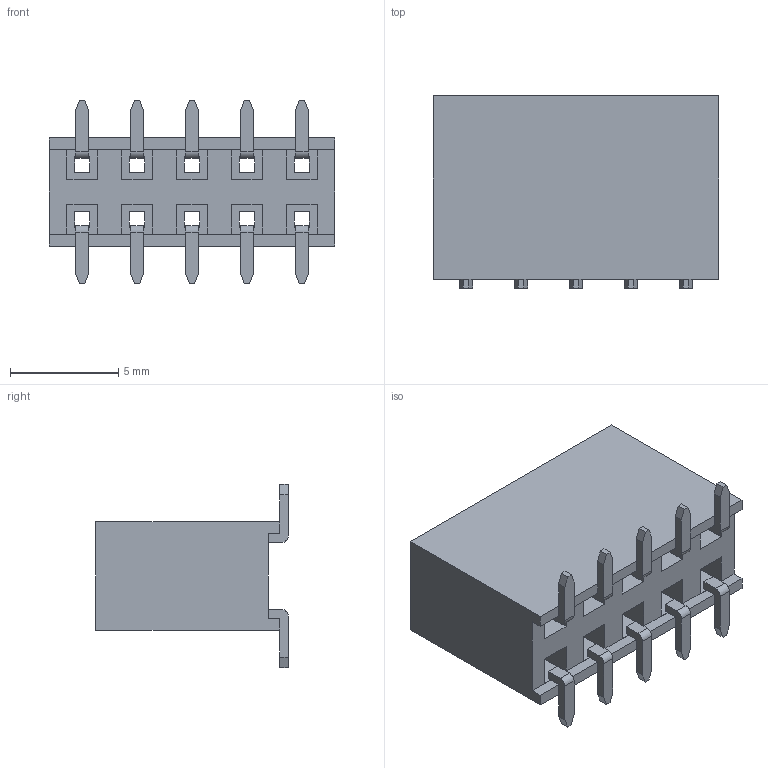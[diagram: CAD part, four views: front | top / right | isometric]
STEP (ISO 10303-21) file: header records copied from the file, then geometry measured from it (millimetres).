
FILE_DESCRIPTION(/* description */ ('STEP AP214'),/* implementation_level */ '2;1');
FILE_NAME(/* name */ 'BG210-10-A-N-C',/* time_stamp */ '2024-01-01T18:05:38+01:00',/* author */ ('License CC BY-ND 4.0'),/* organization */ ('CADENAS'),/* preprocessor_version */ 'ST-DEVELOPER v19.3',/* originating_system */ 'PARTsolutions',/* authorisation */ ' ');
FILE_SCHEMA (('AUTOMOTIVE_DESIGN {1 0 10303 214 3 1 1}'));
Length unit declared in the file: millimetre
Products named in the file (3): BG210-10-A-N-C; BG210-10-A-N-C_P; BG210-10-A-N-C_H
Assembly tree (11 placements, depth 2):
  BG210-10-A-N-C
    BG210-10-A-N-C_P  x10
    BG210-10-A-N-C_H
Bounding box: 13.2 x 8.9 x 8.5 mm (x, y, z)
Volume: 418.8 mm3; surface area: 886.7 mm2
Topology: 11 solids, 11 shells, 260 faces, 654 edges, 416 vertices
Faces by surface type: plane 250, cylinder 10
Entity records: 4875 total; most frequent: CARTESIAN_POINT 838, ORIENTED_EDGE 822, DIRECTION 759, EDGE_CURVE 411, LINE 409, VECTOR 409, VERTEX_POINT 254, EDGE_LOOP 181
